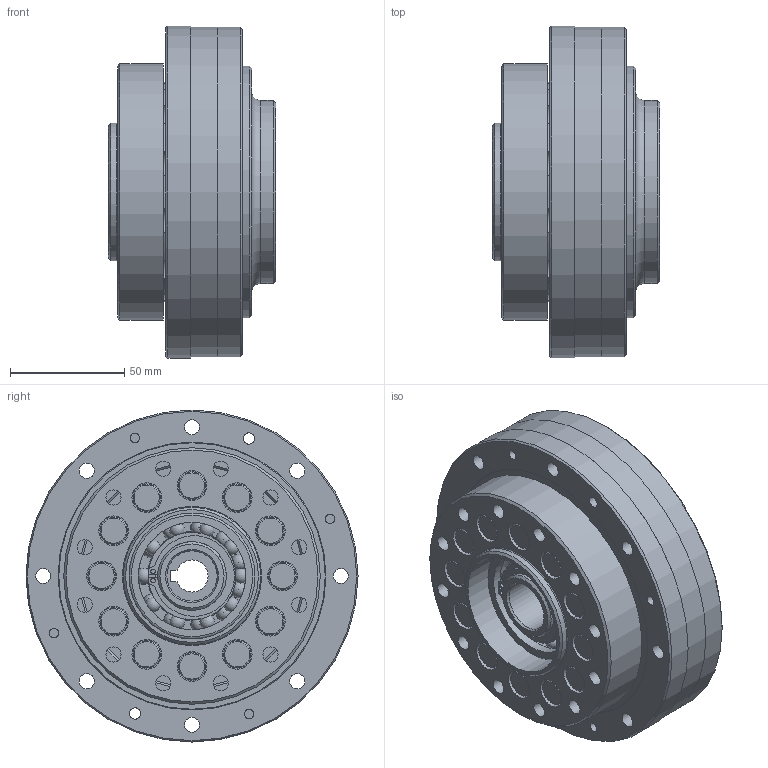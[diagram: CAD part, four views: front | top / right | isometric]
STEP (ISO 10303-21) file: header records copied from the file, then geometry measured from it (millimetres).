
FILE_DESCRIPTION(/* description */ (''),/* implementation_level */ '2;1');
FILE_NAME(/* name */ 'FC-A25_STD.stp',/* time_stamp */ '2017-12-06T10:07:55+09:00',/* author */ ('Ikk_Taniyama'),/* organization */ (''),/* preprocessor_version */ 'ST-DEVELOPER v15.6',/* originating_system */ 'Autodesk Inventor 2015',/* authorisation */ '');
FILE_SCHEMA (('AUTOMOTIVE_DESIGN { 1 0 10303 214 3 1 1 }'));
Length unit declared in the file: millimetre
Products named in the file (1): FC-A25_STD
Bounding box: 73 x 145 x 145 mm (x, y, z)
Volume: 562095.9 mm3; surface area: 148757.3 mm2
Topology: 24 solids, 42 shells, 541 faces, 1220 edges, 772 vertices
Faces by surface type: cylinder 199, plane 181, cone 86, torus 54, sphere 21
Full cylindrical faces by diameter (mm): 2 x4, 2.5 x2, 4.134 x4, 4.917 x2, 5 x4, 5.5 x4, 6.6 x28, 6.647 x2, 8.5 x4, 9.5 x4, 10 x12, 10.032 x12, 11 x12, 12 x12, 13 x12, 22 x1, 28.6 x2, 30 x6, 32.5 x1, 35 x2, 35.35 x1, 35.795 x2, 36.363 x1, 36.905 x1, 37 x1, 38.15 x2, 38.455 x2, 46.85 x2, 47.5 x1, 47.681 x2
Entity records: 13863 total; most frequent: DIRECTION 2554, CARTESIAN_POINT 2124, ORIENTED_EDGE 1700, AXIS2_PLACEMENT_3D 1208, EDGE_LOOP 992, EDGE_CURVE 830, VERTEX_POINT 700, CIRCLE 666
